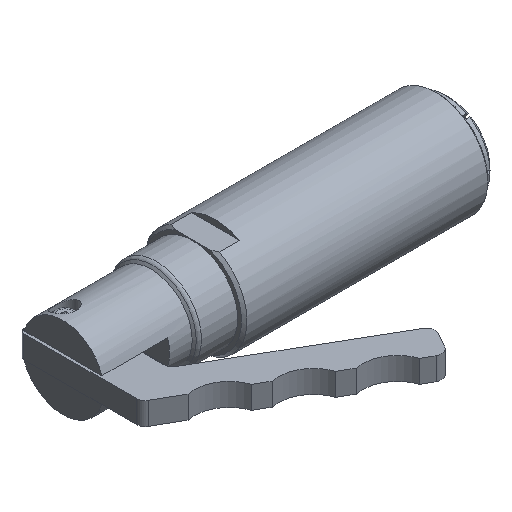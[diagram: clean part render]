
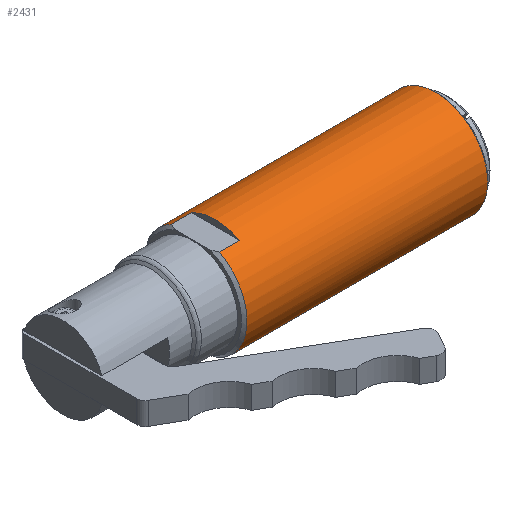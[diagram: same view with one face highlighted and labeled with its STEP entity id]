
A CAD part, isometric view. The second image highlights one B-rep face of the part: STEP entity #2431.
In plain terms, the highlighted cylindrical face has radius 18.796 mm (diameter 37.592 mm), a full revolution.
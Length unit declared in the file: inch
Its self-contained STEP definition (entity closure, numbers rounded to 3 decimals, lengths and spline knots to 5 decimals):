
#41=FACE_BOUND('',#467,.T.);
#123=B_SPLINE_CURVE_WITH_KNOTS('',3,(#4218,#4219,#4220,#4221,#4222,#4223,
#4224),.UNSPECIFIED.,.F.,.F.,(4,3,4),(5.79793,6.07026,
6.34259),.UNSPECIFIED.);
#124=B_SPLINE_CURVE_WITH_KNOTS('',3,(#4230,#4231,#4232,#4233,#4234,#4235,
#4236,#4237),.UNSPECIFIED.,.F.,.F.,(4,2,2,4),(1.06149,1.12669,
1.32213,1.51756),.UNSPECIFIED.);
#125=B_SPLINE_CURVE_WITH_KNOTS('',3,(#4239,#4240,#4241,#4242,#4243,#4244,
#4245,#4246),.UNSPECIFIED.,.F.,.F.,(4,2,2,4),(1.51756,1.713,
1.90844,1.97363),.UNSPECIFIED.);
#126=B_SPLINE_CURVE_WITH_KNOTS('',3,(#4252,#4253,#4254,#4255,#4256,#4257),
 .UNSPECIFIED.,.F.,.F.,(4,2,4),(2.7628,3.03513,3.30746),
 .UNSPECIFIED.);
#310=FACE_OUTER_BOUND('',#466,.T.);
#466=EDGE_LOOP('',(#1966));
#467=EDGE_LOOP('',(#1967,#1968,#1969,#1970,#1971,#1972,#1973,#1974,#1975,
#1976,#1977,#1978,#1979,#1980,#1981,#1982,#1983,#1984,#1985));
#661=LINE('',#4179,#825);
#663=LINE('',#4190,#827);
#664=LINE('',#4194,#828);
#666=LINE('',#4198,#830);
#668=LINE('',#4216,#832);
#669=LINE('',#4226,#833);
#670=LINE('',#4250,#834);
#671=LINE('',#4259,#835);
#825=VECTOR('',#3148,0.29);
#827=VECTOR('',#3150,0.29);
#828=VECTOR('',#3153,0.29);
#830=VECTOR('',#3155,0.29);
#832=VECTOR('',#3167,0.33029);
#833=VECTOR('',#3168,0.26529);
#834=VECTOR('',#3173,0.26529);
#835=VECTOR('',#3174,0.33029);
#954=CIRCLE('',#2639,0.74);
#955=CIRCLE('',#2643,0.74);
#956=CIRCLE('',#2645,0.74);
#957=CIRCLE('',#2646,0.74);
#958=CIRCLE('',#2647,0.74);
#959=CIRCLE('',#2648,0.74);
#960=CIRCLE('',#2649,0.74);
#961=CIRCLE('',#2650,0.74);
#1171=VERTEX_POINT('',#4173);
#1172=VERTEX_POINT('',#4174);
#1173=VERTEX_POINT('',#4178);
#1176=VERTEX_POINT('',#4186);
#1177=VERTEX_POINT('',#4192);
#1178=VERTEX_POINT('',#4193);
#1179=VERTEX_POINT('',#4195);
#1180=VERTEX_POINT('',#4197);
#1183=VERTEX_POINT('',#4211);
#1184=VERTEX_POINT('',#4213);
#1185=VERTEX_POINT('',#4215);
#1186=VERTEX_POINT('',#4217);
#1187=VERTEX_POINT('',#4225);
#1188=VERTEX_POINT('',#4227);
#1189=VERTEX_POINT('',#4229);
#1190=VERTEX_POINT('',#4238);
#1191=VERTEX_POINT('',#4247);
#1192=VERTEX_POINT('',#4249);
#1193=VERTEX_POINT('',#4251);
#1194=VERTEX_POINT('',#4258);
#1471=EDGE_CURVE('',#1171,#1172,#954,.T.);
#1473=EDGE_CURVE('',#1173,#1171,#661,.T.);
#1477=EDGE_CURVE('',#1172,#1176,#663,.T.);
#1478=EDGE_CURVE('',#1177,#1178,#664,.T.);
#1480=EDGE_CURVE('',#1180,#1179,#666,.T.);
#1484=EDGE_CURVE('',#1179,#1177,#955,.T.);
#1485=EDGE_CURVE('',#1183,#1183,#956,.T.);
#1486=EDGE_CURVE('',#1184,#1176,#957,.T.);
#1487=EDGE_CURVE('',#1184,#1185,#668,.T.);
#1488=EDGE_CURVE('',#1185,#1186,#123,.T.);
#1489=EDGE_CURVE('',#1186,#1187,#669,.T.);
#1490=EDGE_CURVE('',#1187,#1188,#958,.T.);
#1491=EDGE_CURVE('',#1188,#1189,#124,.T.);
#1492=EDGE_CURVE('',#1189,#1190,#125,.T.);
#1493=EDGE_CURVE('',#1190,#1191,#959,.T.);
#1494=EDGE_CURVE('',#1191,#1192,#670,.T.);
#1495=EDGE_CURVE('',#1192,#1193,#126,.T.);
#1496=EDGE_CURVE('',#1193,#1194,#671,.T.);
#1497=EDGE_CURVE('',#1180,#1194,#960,.T.);
#1498=EDGE_CURVE('',#1173,#1178,#961,.T.);
#1966=ORIENTED_EDGE('',*,*,#1485,.F.);
#1967=ORIENTED_EDGE('',*,*,#1473,.T.);
#1968=ORIENTED_EDGE('',*,*,#1471,.T.);
#1969=ORIENTED_EDGE('',*,*,#1477,.T.);
#1970=ORIENTED_EDGE('',*,*,#1486,.F.);
#1971=ORIENTED_EDGE('',*,*,#1487,.T.);
#1972=ORIENTED_EDGE('',*,*,#1488,.T.);
#1973=ORIENTED_EDGE('',*,*,#1489,.T.);
#1974=ORIENTED_EDGE('',*,*,#1490,.T.);
#1975=ORIENTED_EDGE('',*,*,#1491,.T.);
#1976=ORIENTED_EDGE('',*,*,#1492,.T.);
#1977=ORIENTED_EDGE('',*,*,#1493,.T.);
#1978=ORIENTED_EDGE('',*,*,#1494,.T.);
#1979=ORIENTED_EDGE('',*,*,#1495,.T.);
#1980=ORIENTED_EDGE('',*,*,#1496,.T.);
#1981=ORIENTED_EDGE('',*,*,#1497,.F.);
#1982=ORIENTED_EDGE('',*,*,#1480,.T.);
#1983=ORIENTED_EDGE('',*,*,#1484,.T.);
#1984=ORIENTED_EDGE('',*,*,#1478,.T.);
#1985=ORIENTED_EDGE('',*,*,#1498,.F.);
#2337=CYLINDRICAL_SURFACE('',#2644,0.74);
#2431=ADVANCED_FACE('',(#310,#41),#2337,.T.);
#2639=AXIS2_PLACEMENT_3D('',#4175,#3143,#3144);
#2643=AXIS2_PLACEMENT_3D('',#4209,#3159,#3160);
#2644=AXIS2_PLACEMENT_3D('',#4210,#3161,#3162);
#2645=AXIS2_PLACEMENT_3D('',#4212,#3163,#3164);
#2646=AXIS2_PLACEMENT_3D('',#4214,#3165,#3166);
#2647=AXIS2_PLACEMENT_3D('',#4228,#3169,#3170);
#2648=AXIS2_PLACEMENT_3D('',#4248,#3171,#3172);
#2649=AXIS2_PLACEMENT_3D('',#4260,#3175,#3176);
#2650=AXIS2_PLACEMENT_3D('',#4261,#3177,#3178);
#3143=DIRECTION('center_axis',(1.,0.,0.));
#3144=DIRECTION('ref_axis',(0.,1.,0.));
#3148=DIRECTION('',(1.,0.,0.));
#3150=DIRECTION('',(-1.,0.,0.));
#3153=DIRECTION('',(-1.,0.,0.));
#3155=DIRECTION('',(1.,0.,0.));
#3159=DIRECTION('center_axis',(1.,0.,0.));
#3160=DIRECTION('ref_axis',(0.,1.,0.));
#3161=DIRECTION('center_axis',(1.,0.,0.));
#3162=DIRECTION('ref_axis',(0.,1.,0.));
#3163=DIRECTION('center_axis',(1.,0.,0.));
#3164=DIRECTION('ref_axis',(0.,1.,0.));
#3165=DIRECTION('center_axis',(-1.,0.,0.));
#3166=DIRECTION('ref_axis',(0.,-1.,0.));
#3167=DIRECTION('',(1.,0.,0.));
#3168=DIRECTION('',(1.,0.,0.));
#3169=DIRECTION('center_axis',(1.,0.,0.));
#3170=DIRECTION('ref_axis',(0.,1.,0.));
#3171=DIRECTION('center_axis',(1.,0.,0.));
#3172=DIRECTION('ref_axis',(0.,1.,0.));
#3173=DIRECTION('',(-1.,0.,0.));
#3174=DIRECTION('',(-1.,0.,0.));
#3175=DIRECTION('center_axis',(-1.,0.,0.));
#3176=DIRECTION('ref_axis',(0.,-1.,0.));
#3177=DIRECTION('center_axis',(-1.,0.,0.));
#3178=DIRECTION('ref_axis',(0.,-1.,0.));
#4173=CARTESIAN_POINT('',(2.183,-0.34435,-0.655));
#4174=CARTESIAN_POINT('',(2.183,0.34435,-0.655));
#4175=CARTESIAN_POINT('Origin',(2.183,0.,0.));
#4178=CARTESIAN_POINT('',(1.893,-0.34435,-0.655));
#4179=CARTESIAN_POINT('',(3.5925,-0.34435,-0.655));
#4186=CARTESIAN_POINT('',(1.893,0.34435,-0.655));
#4190=CARTESIAN_POINT('',(3.5925,0.34435,-0.655));
#4192=CARTESIAN_POINT('',(2.183,-0.34435,0.655));
#4193=CARTESIAN_POINT('',(1.893,-0.34435,0.655));
#4194=CARTESIAN_POINT('',(3.5925,-0.34435,0.655));
#4195=CARTESIAN_POINT('',(2.183,0.34435,0.655));
#4197=CARTESIAN_POINT('',(1.893,0.34435,0.655));
#4198=CARTESIAN_POINT('',(3.5925,0.34435,0.655));
#4209=CARTESIAN_POINT('Origin',(2.183,0.,0.));
#4210=CARTESIAN_POINT('Origin',(3.5925,0.,0.));
#4211=CARTESIAN_POINT('',(5.332,0.74,0.));
#4212=CARTESIAN_POINT('Origin',(5.332,0.,0.));
#4213=CARTESIAN_POINT('',(1.893,0.66,-0.33466));
#4214=CARTESIAN_POINT('Origin',(1.893,0.,0.));
#4215=CARTESIAN_POINT('',(2.22329,0.66,-0.33466));
#4216=CARTESIAN_POINT('',(3.5925,0.66,-0.33466));
#4217=CARTESIAN_POINT('',(2.44471,0.66,-0.33466));
#4218=CARTESIAN_POINT('Ctrl Pts',(2.22329,0.66,-0.33466));
#4219=CARTESIAN_POINT('Ctrl Pts',(2.26045,0.65594,-0.34268));
#4220=CARTESIAN_POINT('Ctrl Pts',(2.29826,0.65391,-0.34641));
#4221=CARTESIAN_POINT('Ctrl Pts',(2.334,0.65391,-0.34641));
#4222=CARTESIAN_POINT('Ctrl Pts',(2.36974,0.65391,-0.34641));
#4223=CARTESIAN_POINT('Ctrl Pts',(2.40755,0.65594,-0.34268));
#4224=CARTESIAN_POINT('Ctrl Pts',(2.44471,0.66,-0.33466));
#4225=CARTESIAN_POINT('',(2.71,0.66,-0.33466));
#4226=CARTESIAN_POINT('',(3.5925,0.66,-0.33466));
#4227=CARTESIAN_POINT('',(2.71,0.72019,-0.1701));
#4228=CARTESIAN_POINT('Origin',(2.71,0.,
0.));
#4229=CARTESIAN_POINT('',(2.7665,0.74,0.));
#4230=CARTESIAN_POINT('Ctrl Pts',(2.71,0.72019,-0.1701));
#4231=CARTESIAN_POINT('Ctrl Pts',(2.71509,0.72187,-0.16295));
#4232=CARTESIAN_POINT('Ctrl Pts',(2.71989,0.72349,-0.15561));
#4233=CARTESIAN_POINT('Ctrl Pts',(2.73785,0.72963,-0.12556));
#4234=CARTESIAN_POINT('Ctrl Pts',(2.74851,0.73345,-0.10141));
#4235=CARTESIAN_POINT('Ctrl Pts',(2.76284,0.73864,-0.05145));
#4236=CARTESIAN_POINT('Ctrl Pts',(2.7665,0.74,-0.02565));
#4237=CARTESIAN_POINT('Ctrl Pts',(2.7665,0.74,0.));
#4238=CARTESIAN_POINT('',(2.71,0.72019,0.1701));
#4239=CARTESIAN_POINT('Ctrl Pts',(2.7665,0.74,0.));
#4240=CARTESIAN_POINT('Ctrl Pts',(2.7665,0.74,0.02565));
#4241=CARTESIAN_POINT('Ctrl Pts',(2.76284,0.73864,0.05145));
#4242=CARTESIAN_POINT('Ctrl Pts',(2.74851,0.73345,0.10141));
#4243=CARTESIAN_POINT('Ctrl Pts',(2.73785,0.72963,0.12556));
#4244=CARTESIAN_POINT('Ctrl Pts',(2.71989,0.72349,0.15561));
#4245=CARTESIAN_POINT('Ctrl Pts',(2.71509,0.72187,0.16295));
#4246=CARTESIAN_POINT('Ctrl Pts',(2.71,0.72019,0.1701));
#4247=CARTESIAN_POINT('',(2.71,0.66,0.33466));
#4248=CARTESIAN_POINT('Origin',(2.71,0.,
0.));
#4249=CARTESIAN_POINT('',(2.44471,0.66,0.33466));
#4250=CARTESIAN_POINT('',(3.5925,0.66,0.33466));
#4251=CARTESIAN_POINT('',(2.22329,0.66,0.33466));
#4252=CARTESIAN_POINT('Ctrl Pts',(2.44471,0.66,0.33466));
#4253=CARTESIAN_POINT('Ctrl Pts',(2.40755,0.65594,0.34268));
#4254=CARTESIAN_POINT('Ctrl Pts',(2.36974,0.65391,0.34641));
#4255=CARTESIAN_POINT('Ctrl Pts',(2.29826,0.65391,0.34641));
#4256=CARTESIAN_POINT('Ctrl Pts',(2.26045,0.65594,0.34268));
#4257=CARTESIAN_POINT('Ctrl Pts',(2.22329,0.66,0.33466));
#4258=CARTESIAN_POINT('',(1.893,0.66,0.33466));
#4259=CARTESIAN_POINT('',(3.5925,0.66,0.33466));
#4260=CARTESIAN_POINT('Origin',(1.893,0.,0.));
#4261=CARTESIAN_POINT('Origin',(1.893,0.,0.));
